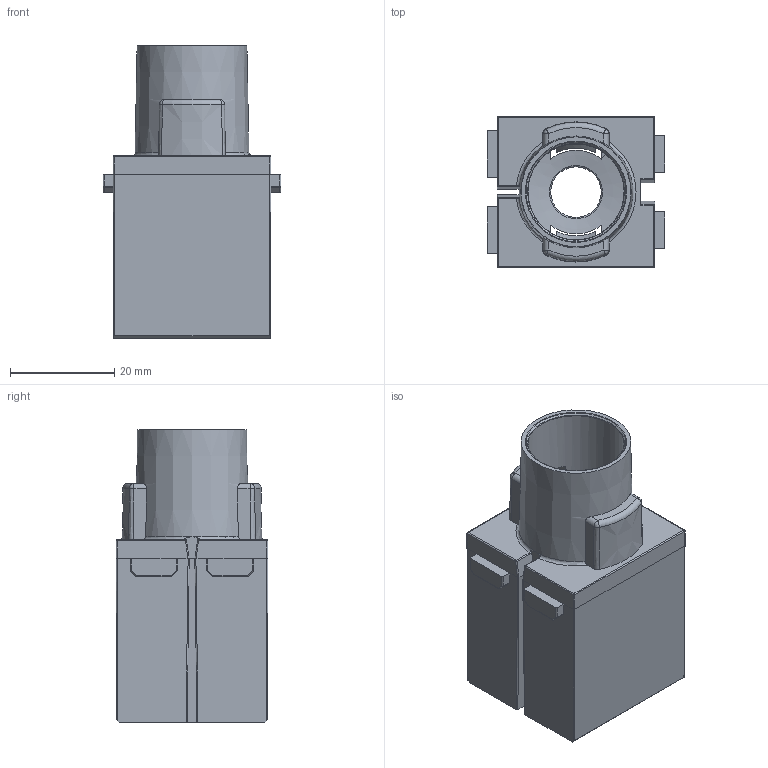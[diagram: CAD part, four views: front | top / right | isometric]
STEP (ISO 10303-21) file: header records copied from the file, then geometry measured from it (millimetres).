
FILE_DESCRIPTION(/* description */ (''),/* implementation_level */ '2;1');
FILE_NAME(/* name */ 'H2MK-001-MC.stp',/* time_stamp */ '2023-02-09T00:00:11+08:00',/* author */ (''),/* organization */ (''),/* preprocessor_version */ 'ST-DEVELOPER v16',/* originating_system */ 'SIEMENS PLM Software NX 10.0',/* authorisation */ '');
FILE_SCHEMA (('AP203_CONFIGURATION_CONTROLLED_3D_DESIGN_OF_MECHANICAL_PARTS_AND_ASSEMBLIES_MIM_LF { 1 0 10303 403 2 1 2}'));
Length unit declared in the file: millimetre
Products named in the file (1): Admi0A2C26ACroq8
Bounding box: 34.2 x 29.2 x 56.2 mm (x, y, z)
Volume: 13093.2 mm3; surface area: 14758.1 mm2
Topology: 1 solids, 1 shells, 256 faces, 676 edges, 399 vertices
Faces by surface type: plane 102, cylinder 88, sphere 28, cone 20, torus 12, bspline 6
Full cylindrical faces by diameter (mm): 9.7 x1, 18.5 x1
Entity records: 8260 total; most frequent: CARTESIAN_POINT 2055, DIRECTION 1289, ORIENTED_EDGE 1286, EDGE_CURVE 643, AXIS2_PLACEMENT_3D 478, VERTEX_POINT 397, LINE 333, VECTOR 333
